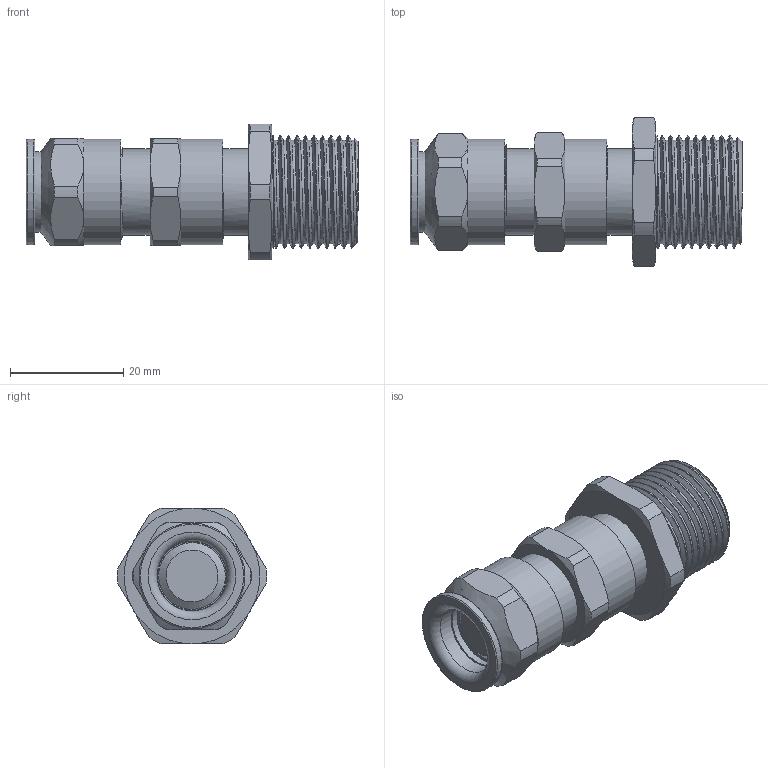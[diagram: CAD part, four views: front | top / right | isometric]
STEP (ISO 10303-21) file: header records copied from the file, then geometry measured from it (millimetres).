
FILE_DESCRIPTION(/* description */ ('ADE-4F M20x1,5'),/* implementation_level */ '2;1');
FILE_NAME(/* name */ '00846674V1-RST.stp',/* time_stamp */ '2020-03-11T15:22:29+01:00',/* author */ ('sl'),/* organization */ (''),/* preprocessor_version */ 'ST-DEVELOPER v16.5',/* originating_system */ 'Autodesk Inventor 2017',/* authorisation */ '');
FILE_SCHEMA (('AUTOMOTIVE_DESIGN { 1 0 10303 214 3 1 1 }'));
Length unit declared in the file: millimetre
Products named in the file (9): 00846674V1; 00846674V1_1; 00846674V1_2; 00846674V1_3; 00846674V1_4; 00846674V1_5; 00846674V1_6; 00846674V1_7; 00846674V1_8
Assembly tree (8 placements, depth 2):
  00846674V1
    00846674V1_1
    00846674V1_2
    00846674V1_3
    00846674V1_4
    00846674V1_5
    00846674V1_6
    00846674V1_7
    00846674V1_8
Bounding box: 58.65 x 26.37 x 24 mm (x, y, z)
Volume: 8326.9 mm3; surface area: 13064 mm2
Topology: 10 solids, 10 shells, 217 faces, 467 edges, 291 vertices
Faces by surface type: cylinder 79, plane 64, cone 46, torus 17, bspline 11
Full cylindrical faces by diameter (mm): 8.46 x1, 8.67 x1, 8.78 x1, 9.58 x1, 9.65 x1, 10.47 x1, 10.6 x1, 10.8 x1, 11.75 x1, 11.8 x1, 11.9 x2, 11.97 x1, 12.07 x1, 12.15 x1, 12.19 x1, 12.45 x1, 13.13 x1, 13.15 x1, 13.25 x1, 13.54 x1, 13.6 x1, 14.27 x1, 14.55 x1, 15.22 x3, 15.318 x3, 15.38 x1, 15.53 x5, 15.78 x1, 15.84 x2, 16 x1
Entity records: 10426 total; most frequent: CARTESIAN_POINT 6366, DIRECTION 831, ORIENTED_EDGE 678, AXIS2_PLACEMENT_3D 396, EDGE_CURVE 337, EDGE_LOOP 306, VERTEX_POINT 247, FACE_OUTER_BOUND 200
